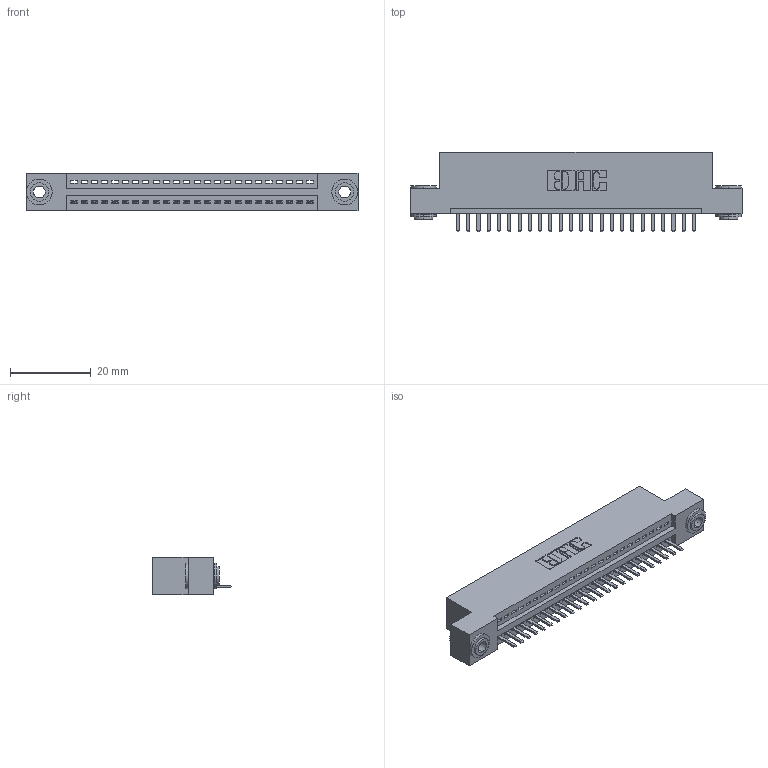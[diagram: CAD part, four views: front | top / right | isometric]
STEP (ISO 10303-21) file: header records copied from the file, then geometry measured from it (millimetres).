
FILE_DESCRIPTION (( 'STEP AP203' ), '1' );
FILE_NAME ('395-024-520-103.STEP', '2018-11-08T14:37:02', ( '' ), ( '' ), 'SwSTEP 2.0', 'SolidWorks 2016', '' );
FILE_SCHEMA (( 'CONFIG_CONTROL_DESIGN' ));
Length unit declared in the file: inch
Products named in the file (4): 345-292-001_345-293-120; 345-250-002_345-250-002-102; 345 Part_Flush Mounting Lugs - 0.156 Dia-TH; 395-024-520-103
Assembly tree (27 placements, depth 2):
  395-024-520-103
    345 Part_Flush Mounting Lugs - 0.156 Dia-TH
    345-292-001_345-293-120  x24
    345-250-002_345-250-002-102  x2
Bounding box: 82.17 x 19.68 x 9.4 mm (x, y, z)
Volume: 7607.4 mm3; surface area: 9853.5 mm2
Topology: 27 solids, 27 shells, 1652 faces, 4833 edges, 3154 vertices
Faces by surface type: plane 1098, cylinder 546, cone 8
Entity records: 21250 total; most frequent: CARTESIAN_POINT 3671, ORIENTED_EDGE 3610, DIRECTION 3251, EDGE_CURVE 1805, VECTOR 1549, LINE 1549, VERTEX_POINT 1198, AXIS2_PLACEMENT_3D 851
